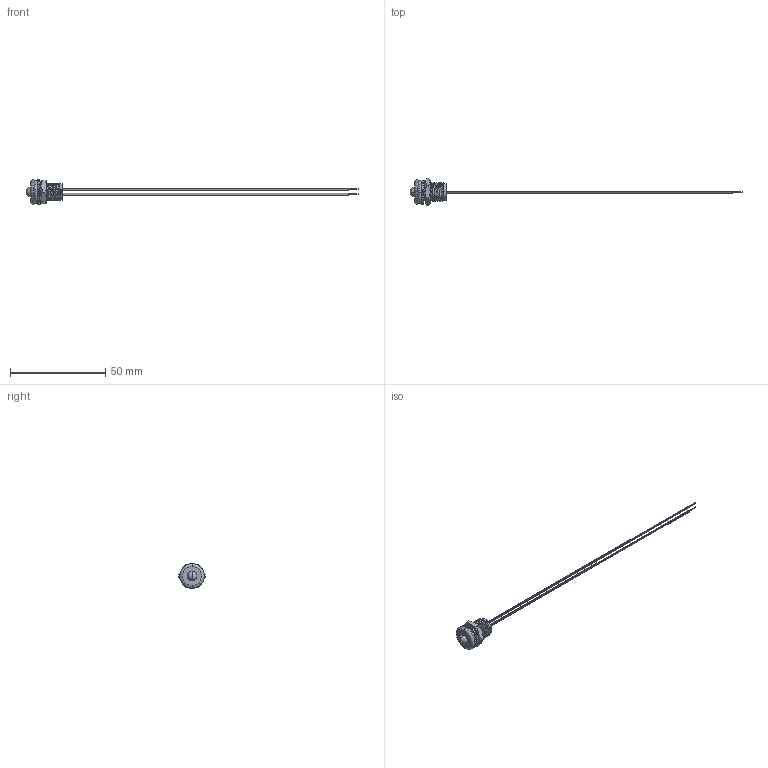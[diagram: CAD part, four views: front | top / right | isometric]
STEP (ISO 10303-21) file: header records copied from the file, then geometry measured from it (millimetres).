
FILE_DESCRIPTION (( 'STEP AP203' ), '1' );
FILE_NAME ('12-00049_revA.STEP', '2025-05-30T14:49:07', ( '' ), ( '' ), 'SwSTEP 2.0', 'SolidWorks 2021', '' );
FILE_SCHEMA (( 'CONFIG_CONTROL_DESIGN' ));
Length unit declared in the file: millimetre
Products named in the file (8): 30-01773_stripped and tinned; 56-00041; 56-00043; 57-00012_trimmed leads; 30-01772_stripped and tinned; 56-00042_Split washer; 24-00448; 12-00049_revA
Assembly tree (7 placements, depth 2):
  12-00049_revA
    24-00448
    57-00012_trimmed leads
    30-01772_stripped and tinned
    30-01773_stripped and tinned
    56-00043
    56-00041
    56-00042_Split washer
Bounding box: 173.99 x 14.43 x 12.99 mm (x, y, z)
Volume: 1769 mm3; surface area: 6568.2 mm2
Topology: 57 solids, 57 shells, 514 faces, 1136 edges, 744 vertices
Faces by surface type: cylinder 246, plane 185, bspline 47, cone 24, torus 10, sphere 2
Entity records: 19246 total; most frequent: CARTESIAN_POINT 7081, DIRECTION 2371, ORIENTED_EDGE 2264, EDGE_CURVE 1132, AXIS2_PLACEMENT_3D 1004, VERTEX_POINT 742, EDGE_LOOP 628, CIRCLE 527
